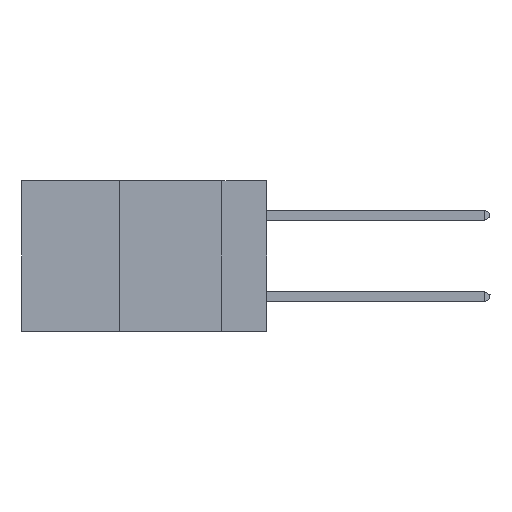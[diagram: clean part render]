
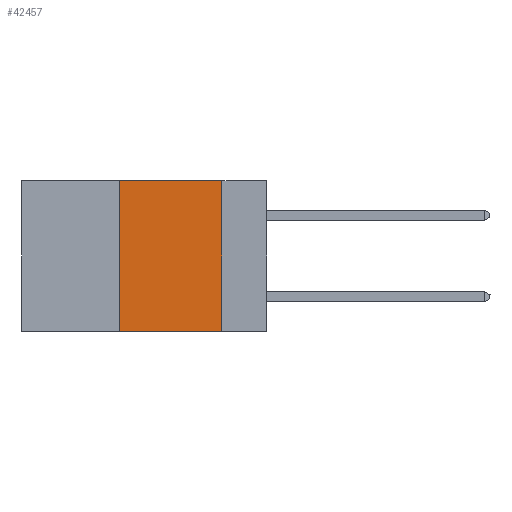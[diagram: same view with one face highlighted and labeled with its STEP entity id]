
A CAD part, left-side view. The second image highlights one B-rep face of the part: STEP entity #42457.
In plain terms, the highlighted planar face has unit normal (-1, 0, 0).
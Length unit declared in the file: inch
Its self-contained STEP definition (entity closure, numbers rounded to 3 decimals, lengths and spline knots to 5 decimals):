
#1249 = LINE ( 'NONE', #35887, #32702 ) ;
#1313 = DIRECTION ( 'NONE',  ( 0., 0., 1. ) ) ;
#2956 = ORIENTED_EDGE ( 'NONE', *, *, #40493, .T. ) ;
#3933 = EDGE_CURVE ( 'NONE', #33588, #17386, #34654, .T. ) ;
#6398 = EDGE_CURVE ( 'NONE', #17386, #36061, #1249, .T. ) ;
#6623 = DIRECTION ( 'NONE',  ( 0., 0., -1. ) ) ;
#6765 = PLANE ( 'NONE',  #33992 ) ;
#6838 = VECTOR ( 'NONE', #27868, 39.37008 ) ;
#10742 = CARTESIAN_POINT ( 'NONE',  ( 0., 0.36, -0.37 ) ) ;
#12676 = CARTESIAN_POINT ( 'NONE',  ( 0., 0.36, 0. ) ) ;
#13323 = ORIENTED_EDGE ( 'NONE', *, *, #3933, .F. ) ;
#14171 = CARTESIAN_POINT ( 'NONE',  ( 0., 0.11, 0. ) ) ;
#17011 = CARTESIAN_POINT ( 'NONE',  ( 0., 0.6, 0. ) ) ;
#17268 = VERTEX_POINT ( 'NONE', #32240 ) ;
#17386 = VERTEX_POINT ( 'NONE', #12676 ) ;
#18428 = DIRECTION ( 'NONE',  ( 0., -1., 0. ) ) ;
#23411 = LINE ( 'NONE', #24427, #6838 ) ;
#24427 = CARTESIAN_POINT ( 'NONE',  ( 0., 0.6, -0.37 ) ) ;
#25590 = VECTOR ( 'NONE', #1313, 39.37008 ) ;
#26822 = CARTESIAN_POINT ( 'NONE',  ( 0., 0.11, 0. ) ) ;
#27868 = DIRECTION ( 'NONE',  ( 0., -1., 0. ) ) ;
#31179 = DIRECTION ( 'NONE',  ( 0., 0., -1. ) ) ;
#32240 = CARTESIAN_POINT ( 'NONE',  ( 0., 0.11, -0.37 ) ) ;
#32702 = VECTOR ( 'NONE', #18428, 39.37008 ) ;
#33180 = VECTOR ( 'NONE', #31179, 39.37008 ) ;
#33461 = DIRECTION ( 'NONE',  ( 1., 0., 0. ) ) ;
#33578 = EDGE_CURVE ( 'NONE', #36061, #17268, #37432, .T. ) ;
#33588 = VERTEX_POINT ( 'NONE', #10742 ) ;
#33992 = AXIS2_PLACEMENT_3D ( 'NONE', #17011, #33461, #6623 ) ;
#34089 = EDGE_LOOP ( 'NONE', ( #42848, #34173, #13323, #2956 ) ) ;
#34173 = ORIENTED_EDGE ( 'NONE', *, *, #6398, .F. ) ;
#34654 = LINE ( 'NONE', #34931, #25590 ) ;
#34931 = CARTESIAN_POINT ( 'NONE',  ( 0., 0.36, 0. ) ) ;
#35887 = CARTESIAN_POINT ( 'NONE',  ( 0., 0.6, 0. ) ) ;
#36061 = VERTEX_POINT ( 'NONE', #26822 ) ;
#37432 = LINE ( 'NONE', #14171, #33180 ) ;
#37843 = FACE_OUTER_BOUND ( 'NONE', #34089, .T. ) ;
#40493 = EDGE_CURVE ( 'NONE', #33588, #17268, #23411, .T. ) ;
#42457 = ADVANCED_FACE ( 'NONE', ( #37843 ), #6765, .F. ) ;
#42848 = ORIENTED_EDGE ( 'NONE', *, *, #33578, .F. ) ;
